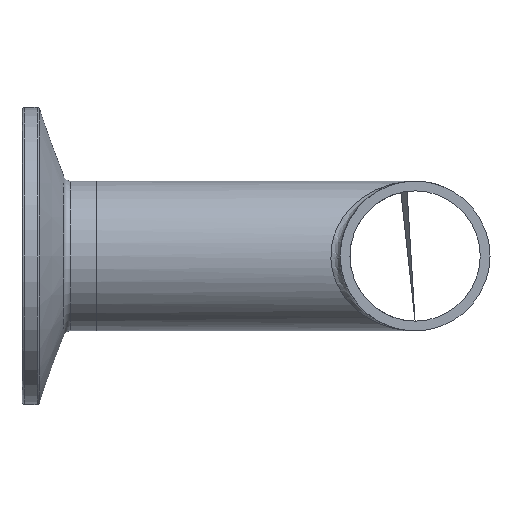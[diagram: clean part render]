
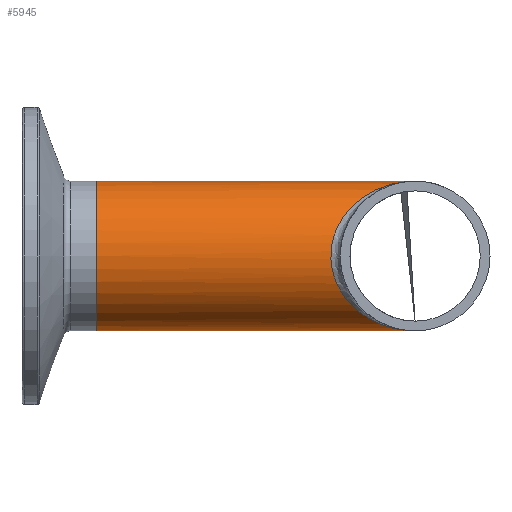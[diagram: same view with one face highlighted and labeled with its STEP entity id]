
A CAD part, left-side view. The second image highlights one B-rep face of the part: STEP entity #5945.
In plain terms, the highlighted cylindrical face has radius 12.7 mm (diameter 25.4 mm), a full revolution.
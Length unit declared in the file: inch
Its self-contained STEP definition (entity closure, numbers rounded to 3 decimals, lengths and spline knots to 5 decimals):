
#85=ELLIPSE('',#6305,0.7526,0.5);
#86=ELLIPSE('',#6306,0.7526,0.5);
#127=FACE_BOUND('',#1116,.T.);
#748=FACE_OUTER_BOUND('',#1115,.T.);
#1115=EDGE_LOOP('',(#5509,#5510));
#1116=EDGE_LOOP('',(#5511));
#2349=CIRCLE('',#6304,0.5);
#2930=VERTEX_POINT('',#12800);
#2931=VERTEX_POINT('',#12801);
#2933=VERTEX_POINT('',#12811);
#3798=EDGE_CURVE('',#2933,#2933,#2349,.T.);
#3799=EDGE_CURVE('',#2931,#2930,#85,.T.);
#3800=EDGE_CURVE('',#2930,#2931,#86,.T.);
#5509=ORIENTED_EDGE('',*,*,#3800,.F.);
#5510=ORIENTED_EDGE('',*,*,#3799,.F.);
#5511=ORIENTED_EDGE('',*,*,#3798,.T.);
#5588=CYLINDRICAL_SURFACE('',#6314,0.5);
#5945=ADVANCED_FACE('',(#748,#127),#5588,.T.);
#6304=AXIS2_PLACEMENT_3D('',#12812,#7432,#7433);
#6305=AXIS2_PLACEMENT_3D('',#12863,#7434,#7435);
#6306=AXIS2_PLACEMENT_3D('',#12914,#7436,#7437);
#6314=AXIS2_PLACEMENT_3D('',#12927,#7452,#7453);
#7432=DIRECTION('center_axis',(0.,-1.,0.));
#7433=DIRECTION('ref_axis',(1.,0.,0.));
#7434=DIRECTION('center_axis',(-0.747,-0.664,0.));
#7435=DIRECTION('ref_axis',(-0.664,0.747,0.));
#7436=DIRECTION('center_axis',(0.747,-0.664,0.));
#7437=DIRECTION('ref_axis',(0.664,0.747,0.));
#7452=DIRECTION('center_axis',(0.,-1.,0.));
#7453=DIRECTION('ref_axis',(1.,0.,0.));
#12800=CARTESIAN_POINT('',(0.,0.,
-0.5));
#12801=CARTESIAN_POINT('',(0.,0.,
0.5));
#12811=CARTESIAN_POINT('',(-0.5,2.125,0.));
#12812=CARTESIAN_POINT('Origin',(0.,2.125,0.));
#12863=CARTESIAN_POINT('Origin',(0.,0.,
0.));
#12914=CARTESIAN_POINT('Origin',(0.,0.,
0.));
#12927=CARTESIAN_POINT('Origin',(0.,2.125,0.));
